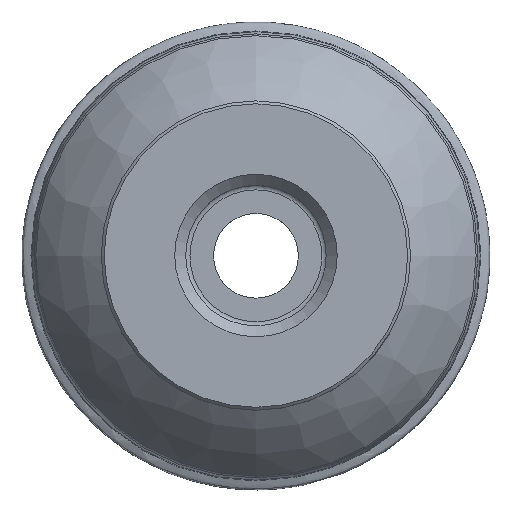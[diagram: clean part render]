
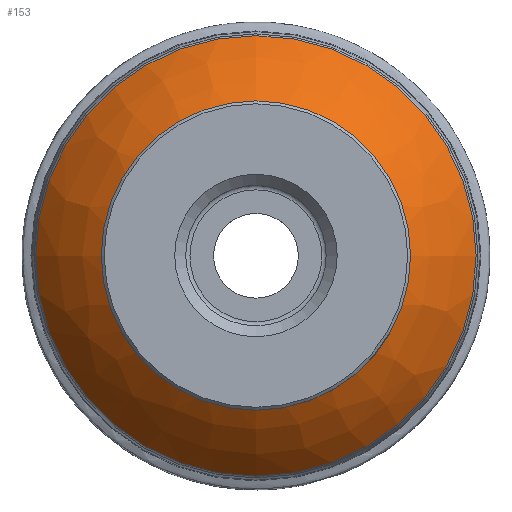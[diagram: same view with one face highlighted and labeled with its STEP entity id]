
A CAD part, top view. The second image highlights one B-rep face of the part: STEP entity #153.
In plain terms, the highlighted free-form (B-spline) face has degree [3, 3] with [4, 7] control points.
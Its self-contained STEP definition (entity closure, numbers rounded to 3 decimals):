
#101=(
BOUNDED_SURFACE()
B_SPLINE_SURFACE(3,3,((#974,#975,#976,#977,#978,#979,#980),(#981,#982,#983,
#984,#985,#986,#987),(#988,#989,#990,#991,#992,#993,#994),(#995,#996,#997,
#998,#999,#1000,#1001)),.UNSPECIFIED.,.F.,.T.,.F.)
B_SPLINE_SURFACE_WITH_KNOTS((4,4),(1,3,3,3,1),(0.,1.),(-0.5,0.,0.5,1.,1.5),
 .UNSPECIFIED.)
GEOMETRIC_REPRESENTATION_ITEM()
RATIONAL_B_SPLINE_SURFACE(((1.,0.333,0.333,1.,0.333,
0.333,1.),(0.99,0.33,0.33,
0.99,0.33,0.33,0.99),
(0.99,0.33,0.33,0.99,
0.33,0.33,0.99),(1.,0.333,
0.333,1.,0.333,0.333,1.)))
REPRESENTATION_ITEM('')
SURFACE()
);
#153=ADVANCED_FACE('CN_SU6',(#218,#219),#101,.T.);
#218=FACE_BOUND('',#295,.T.);
#219=FACE_BOUND('',#296,.T.);
#295=EDGE_LOOP('',(#371));
#296=EDGE_LOOP('',(#372));
#371=ORIENTED_EDGE('',*,*,#470,.T.);
#372=ORIENTED_EDGE('',*,*,#469,.T.);
#430=VERTEX_POINT('',#970);
#431=VERTEX_POINT('',#973);
#469=EDGE_CURVE('',#430,#430,#507,.T.);
#470=EDGE_CURVE('',#431,#431,#508,.T.);
#507=CIRCLE('',#670,19.881);
#508=CIRCLE('',#672,29.89);
#670=AXIS2_PLACEMENT_3D('',#969,#811,#812);
#672=AXIS2_PLACEMENT_3D('',#972,#815,#816);
#811=DIRECTION('',(0.,0.,-1.));
#812=DIRECTION('',(-1.,0.,0.));
#815=DIRECTION('',(0.,0.,1.));
#816=DIRECTION('',(-1.,0.,0.));
#969=CARTESIAN_POINT('',(0.,0.,-16.71));
#970=CARTESIAN_POINT('',(-19.881,0.,-16.71));
#972=CARTESIAN_POINT('',(0.,0.,-26.905));
#973=CARTESIAN_POINT('',(-29.89,0.,-26.905));
#974=CARTESIAN_POINT('',(-29.89,0.,-26.905));
#975=CARTESIAN_POINT('',(-29.89,59.78,-26.905));
#976=CARTESIAN_POINT('',(29.89,59.78,-26.905));
#977=CARTESIAN_POINT('',(29.89,0.,-26.905));
#978=CARTESIAN_POINT('',(29.89,-59.78,-26.905));
#979=CARTESIAN_POINT('',(-29.89,-59.78,-26.905));
#980=CARTESIAN_POINT('',(-29.89,0.,-26.905));
#981=CARTESIAN_POINT('',(-27.17,0.,-22.936));
#982=CARTESIAN_POINT('',(-27.17,54.34,-22.936));
#983=CARTESIAN_POINT('',(27.17,54.34,-22.936));
#984=CARTESIAN_POINT('',(27.17,0.,-22.936));
#985=CARTESIAN_POINT('',(27.17,-54.34,-22.936));
#986=CARTESIAN_POINT('',(-27.17,-54.34,-22.936));
#987=CARTESIAN_POINT('',(-27.17,0.,-22.936));
#988=CARTESIAN_POINT('',(-23.799,0.,-19.503));
#989=CARTESIAN_POINT('',(-23.799,47.598,-19.503));
#990=CARTESIAN_POINT('',(23.799,47.598,-19.503));
#991=CARTESIAN_POINT('',(23.799,0.,-19.503));
#992=CARTESIAN_POINT('',(23.799,-47.598,-19.503));
#993=CARTESIAN_POINT('',(-23.799,-47.598,-19.503));
#994=CARTESIAN_POINT('',(-23.799,0.,-19.503));
#995=CARTESIAN_POINT('',(-19.881,0.,-16.71));
#996=CARTESIAN_POINT('',(-19.881,39.762,-16.71));
#997=CARTESIAN_POINT('',(19.881,39.762,-16.71));
#998=CARTESIAN_POINT('',(19.881,0.,-16.71));
#999=CARTESIAN_POINT('',(19.881,-39.762,-16.71));
#1000=CARTESIAN_POINT('',(-19.881,-39.762,-16.71));
#1001=CARTESIAN_POINT('',(-19.881,0.,-16.71));
